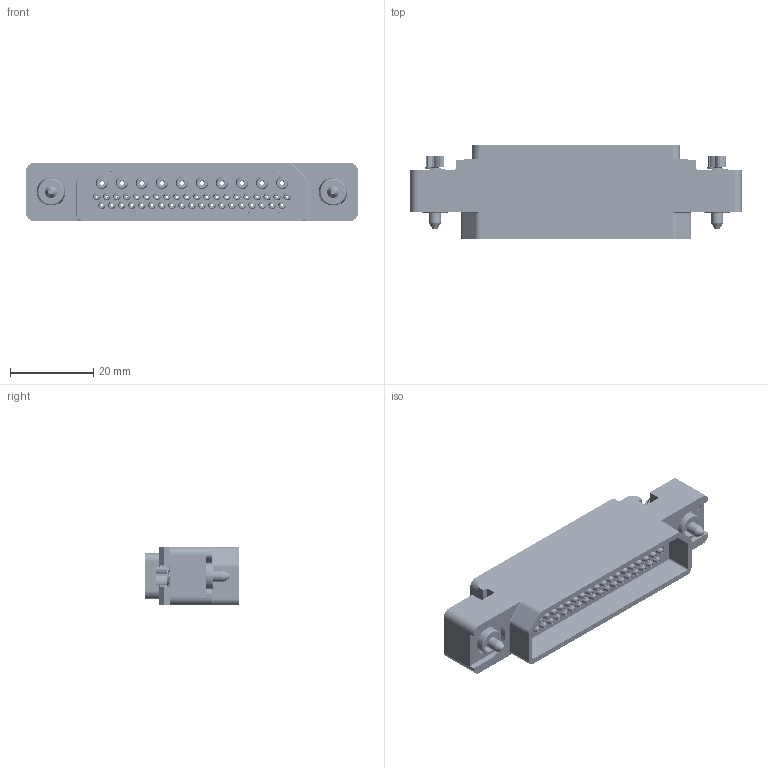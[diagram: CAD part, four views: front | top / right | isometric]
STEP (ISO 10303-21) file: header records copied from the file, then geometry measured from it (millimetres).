
FILE_DESCRIPTION((''),'2;1');
FILE_NAME('1900ND03P1A00A','2019-10-25T',('presta_be4'),(''),'CREO PARAMETRIC BY PTC INC, 2018360','CREO PARAMETRIC BY PTC INC, 2018360','');
FILE_SCHEMA(('CONFIG_CONTROL_DESIGN'));
Products named in the file (1): 1900ND03P1A00A
Bounding box: 80 x 22.77 x 14 mm (x, y, z)
Volume: 11916.5 mm3; surface area: 14087 mm2
Topology: 1 solids, 3 shells, 5296 faces, 12632 edges, 7662 vertices
Faces by surface type: plane 1962, cylinder 1433, torus 1123, cone 746, extrusion 28, bspline 4
Entity records: 163590 total; most frequent: CARTESIAN_POINT 37976, DIRECTION 27839, ORIENTED_EDGE 25256, EDGE_CURVE 12628, AXIS2_PLACEMENT_3D 10624, VERTEX_POINT 7662, VECTOR 6591, LINE 6563
